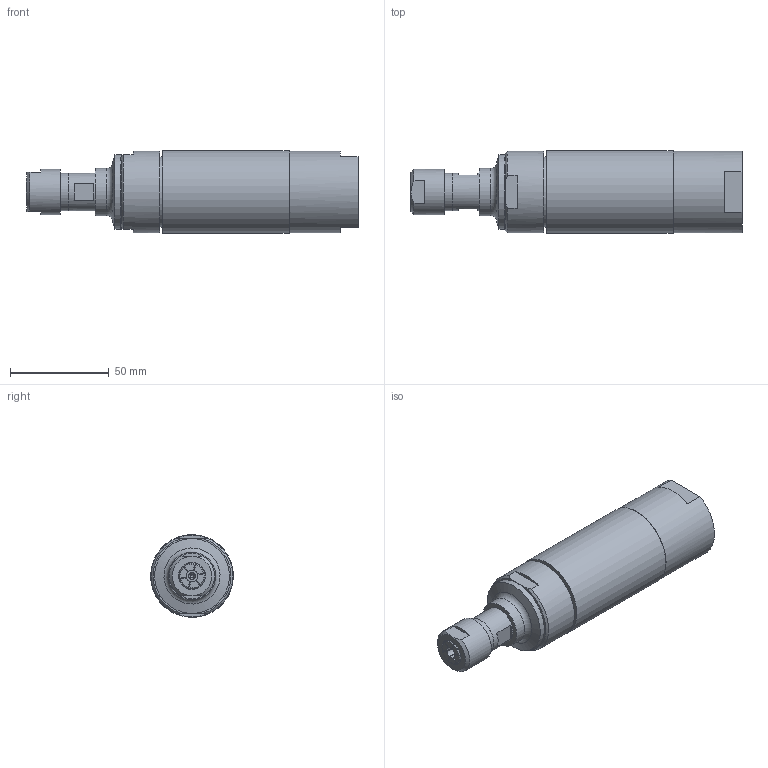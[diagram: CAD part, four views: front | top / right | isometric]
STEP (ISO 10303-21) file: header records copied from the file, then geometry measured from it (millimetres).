
FILE_DESCRIPTION((''),'2;1');
FILE_NAME('EBM 19000 S_29945617.stp','2012-08-31T14:41:37',('ibasyouni'),(''),'Autodesk Inventor 2012','Autodesk Inventor 2012','');
FILE_SCHEMA(('AUTOMOTIVE_DESIGN { 1 0 10303 214 1 1 1 1 }'));
Length unit declared in the file: millimetre
Products named in the file (1): EBM 19000 S_29945617
Bounding box: 168.42 x 41.99 x 41.99 mm (x, y, z)
Volume: 178577.1 mm3; surface area: 29109.8 mm2
Topology: 1 solids, 2 shells, 239 faces, 659 edges, 430 vertices
Faces by surface type: plane 146, cone 43, cylinder 42, bspline 7, torus 1
Full cylindrical faces by diameter (mm): 1.6 x1, 6 x1, 10.5 x1, 11.445 x2, 18.98 x1, 19 x2, 19.5 x1, 23 x1, 24 x1, 35.351 x1, 36 x2, 38 x1, 41.5 x2, 42 x1
Entity records: 7672 total; most frequent: CARTESIAN_POINT 1668, ORIENTED_EDGE 1226, DIRECTION 1144, EDGE_CURVE 613, AXIS2_PLACEMENT_3D 418, VERTEX_POINT 413, VECTOR 308, LINE 308
